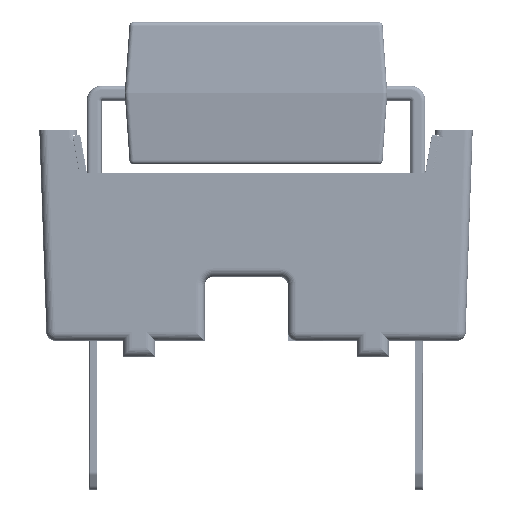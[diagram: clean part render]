
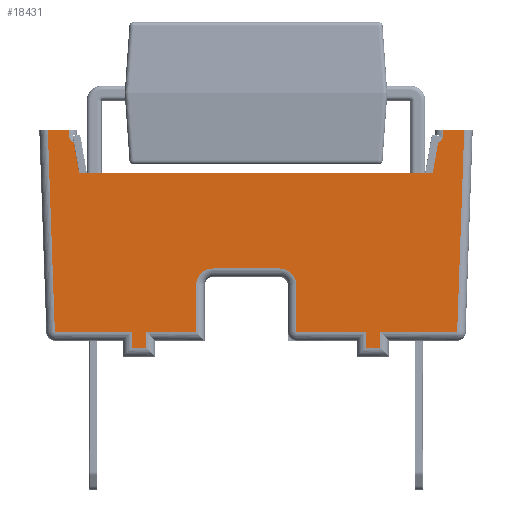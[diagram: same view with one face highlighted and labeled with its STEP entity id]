
A CAD part, front view. The second image highlights one B-rep face of the part: STEP entity #18431.
In plain terms, the highlighted face is planar.
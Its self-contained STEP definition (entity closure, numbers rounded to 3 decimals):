
#835=PLANE('',#19744);
#1639=LINE('',#29617,#3626);
#1645=LINE('',#29655,#3632);
#1649=LINE('',#29674,#3636);
#1653=LINE('',#29709,#3640);
#1666=LINE('',#29804,#3653);
#1667=LINE('',#29808,#3654);
#1669=LINE('',#29829,#3656);
#1673=LINE('',#29861,#3660);
#1677=LINE('',#29875,#3664);
#1682=LINE('',#29901,#3669);
#1685=LINE('',#29907,#3672);
#1689=LINE('',#29916,#3676);
#1693=LINE('',#29927,#3680);
#1698=LINE('',#29934,#3685);
#1703=LINE('',#29950,#3690);
#1715=LINE('',#29994,#3702);
#1717=LINE('',#30000,#3704);
#1719=LINE('',#30005,#3706);
#1723=LINE('',#30011,#3710);
#1731=LINE('',#30030,#3718);
#1732=LINE('',#30032,#3719);
#1733=LINE('',#30033,#3720);
#3626=VECTOR('',#21918,10.);
#3632=VECTOR('',#21938,10.);
#3636=VECTOR('',#21954,10.);
#3640=VECTOR('',#21970,10.);
#3653=VECTOR('',#22033,10.);
#3654=VECTOR('',#22038,10.);
#3656=VECTOR('',#22062,10.);
#3660=VECTOR('',#22094,10.);
#3664=VECTOR('',#22108,10.);
#3669=VECTOR('',#22137,10.);
#3672=VECTOR('',#22144,10.);
#3676=VECTOR('',#22154,10.);
#3680=VECTOR('',#22166,10.);
#3685=VECTOR('',#22175,10.);
#3690=VECTOR('',#22186,10.);
#3702=VECTOR('',#22218,10.);
#3704=VECTOR('',#22224,10.);
#3706=VECTOR('',#22230,10.);
#3710=VECTOR('',#22238,10.);
#3718=VECTOR('',#22258,10.);
#3719=VECTOR('',#22259,10.);
#3720=VECTOR('',#22260,10.);
#5621=FACE_OUTER_BOUND('',#6638,.T.);
#6638=EDGE_LOOP('',(#14091,#14092,#14093,#14094,#14095,#14096,#14097,#14098,
#14099,#14100,#14101,#14102,#14103,#14104,#14105,#14106,#14107,#14108,#14109,
#14110,#14111,#14112,#14113,#14114,#14115,#14116));
#7524=CIRCLE('',#19623,0.2);
#7530=CIRCLE('',#19635,0.2);
#7549=CIRCLE('',#19675,0.4);
#7555=CIRCLE('',#19684,0.4);
#8379=VERTEX_POINT('',#29614);
#8380=VERTEX_POINT('',#29616);
#8383=VERTEX_POINT('',#29632);
#8387=VERTEX_POINT('',#29654);
#8395=VERTEX_POINT('',#29671);
#8396=VERTEX_POINT('',#29673);
#8397=VERTEX_POINT('',#29685);
#8403=VERTEX_POINT('',#29707);
#8420=VERTEX_POINT('',#29794);
#8424=VERTEX_POINT('',#29803);
#8425=VERTEX_POINT('',#29807);
#8427=VERTEX_POINT('',#29813);
#8432=VERTEX_POINT('',#29823);
#8433=VERTEX_POINT('',#29825);
#8438=VERTEX_POINT('',#29841);
#8439=VERTEX_POINT('',#29842);
#8446=VERTEX_POINT('',#29859);
#8447=VERTEX_POINT('',#29860);
#8452=VERTEX_POINT('',#29874);
#8459=VERTEX_POINT('',#29893);
#8462=VERTEX_POINT('',#29906);
#8464=VERTEX_POINT('',#29915);
#8481=VERTEX_POINT('',#29993);
#8483=VERTEX_POINT('',#29999);
#8489=VERTEX_POINT('',#30029);
#8490=VERTEX_POINT('',#30031);
#10401=EDGE_CURVE('',#8379,#8380,#1639,.T.);
#10406=EDGE_CURVE('',#8383,#8379,#7524,.T.);
#10412=EDGE_CURVE('',#8380,#8387,#1645,.T.);
#10421=EDGE_CURVE('',#8395,#8396,#1649,.T.);
#10424=EDGE_CURVE('',#8396,#8397,#7530,.T.);
#10431=EDGE_CURVE('',#8403,#8395,#1653,.T.);
#10461=EDGE_CURVE('',#8420,#8424,#1666,.T.);
#10463=EDGE_CURVE('',#8424,#8425,#1667,.T.);
#10471=EDGE_CURVE('',#8432,#8433,#7549,.T.);
#10473=EDGE_CURVE('',#8427,#8432,#1669,.T.);
#10479=EDGE_CURVE('',#8438,#8439,#7555,.T.);
#10487=EDGE_CURVE('',#8446,#8447,#1673,.T.);
#10494=EDGE_CURVE('',#8447,#8452,#1677,.T.);
#10507=EDGE_CURVE('',#8459,#8403,#1682,.T.);
#10510=EDGE_CURVE('',#8462,#8459,#1685,.T.);
#10515=EDGE_CURVE('',#8464,#8462,#1689,.T.);
#10521=EDGE_CURVE('',#8452,#8464,#1693,.T.);
#10526=EDGE_CURVE('',#8439,#8446,#1698,.T.);
#10532=EDGE_CURVE('',#8433,#8438,#1703,.T.);
#10550=EDGE_CURVE('',#8481,#8427,#1715,.T.);
#10553=EDGE_CURVE('',#8483,#8481,#1717,.T.);
#10556=EDGE_CURVE('',#8425,#8483,#1719,.T.);
#10560=EDGE_CURVE('',#8387,#8420,#1723,.T.);
#10570=EDGE_CURVE('',#8489,#8383,#1731,.T.);
#10571=EDGE_CURVE('',#8489,#8490,#1732,.T.);
#10572=EDGE_CURVE('',#8397,#8490,#1733,.T.);
#14091=ORIENTED_EDGE('',*,*,#10406,.F.);
#14092=ORIENTED_EDGE('',*,*,#10570,.F.);
#14093=ORIENTED_EDGE('',*,*,#10571,.T.);
#14094=ORIENTED_EDGE('',*,*,#10572,.F.);
#14095=ORIENTED_EDGE('',*,*,#10424,.F.);
#14096=ORIENTED_EDGE('',*,*,#10421,.F.);
#14097=ORIENTED_EDGE('',*,*,#10431,.F.);
#14098=ORIENTED_EDGE('',*,*,#10507,.F.);
#14099=ORIENTED_EDGE('',*,*,#10510,.F.);
#14100=ORIENTED_EDGE('',*,*,#10515,.F.);
#14101=ORIENTED_EDGE('',*,*,#10521,.F.);
#14102=ORIENTED_EDGE('',*,*,#10494,.F.);
#14103=ORIENTED_EDGE('',*,*,#10487,.F.);
#14104=ORIENTED_EDGE('',*,*,#10526,.F.);
#14105=ORIENTED_EDGE('',*,*,#10479,.F.);
#14106=ORIENTED_EDGE('',*,*,#10532,.F.);
#14107=ORIENTED_EDGE('',*,*,#10471,.F.);
#14108=ORIENTED_EDGE('',*,*,#10473,.F.);
#14109=ORIENTED_EDGE('',*,*,#10550,.F.);
#14110=ORIENTED_EDGE('',*,*,#10553,.F.);
#14111=ORIENTED_EDGE('',*,*,#10556,.F.);
#14112=ORIENTED_EDGE('',*,*,#10463,.F.);
#14113=ORIENTED_EDGE('',*,*,#10461,.F.);
#14114=ORIENTED_EDGE('',*,*,#10560,.F.);
#14115=ORIENTED_EDGE('',*,*,#10412,.F.);
#14116=ORIENTED_EDGE('',*,*,#10401,.F.);
#18431=ADVANCED_FACE('',(#5621),#835,.T.);
#19623=AXIS2_PLACEMENT_3D('',#29642,#21924,#21925);
#19635=AXIS2_PLACEMENT_3D('',#29695,#21957,#21958);
#19675=AXIS2_PLACEMENT_3D('',#29826,#22056,#22057);
#19684=AXIS2_PLACEMENT_3D('',#29843,#22076,#22077);
#19744=AXIS2_PLACEMENT_3D('',#30028,#22256,#22257);
#21918=DIRECTION('',(0.,0.,1.));
#21924=DIRECTION('center_axis',(1.,0.,0.));
#21925=DIRECTION('ref_axis',(0.,-1.,0.));
#21938=DIRECTION('',(0.,1.,0.));
#21954=DIRECTION('',(0.,0.,-1.));
#21957=DIRECTION('center_axis',(1.,0.,0.));
#21958=DIRECTION('ref_axis',(0.,1.,0.));
#21970=DIRECTION('',(0.,1.,0.));
#22033=DIRECTION('',(0.,-1.,0.));
#22038=DIRECTION('',(0.,0.,-1.));
#22056=DIRECTION('center_axis',(1.,0.,0.));
#22057=DIRECTION('ref_axis',(0.,0.707,0.707));
#22062=DIRECTION('',(0.,0.,1.));
#22076=DIRECTION('center_axis',(1.,0.,0.));
#22077=DIRECTION('ref_axis',(0.,-0.707,0.707));
#22094=DIRECTION('',(0.,-1.,0.));
#22108=DIRECTION('',(0.,0.,-1.));
#22137=DIRECTION('',(0.,-0.035,0.999));
#22144=DIRECTION('',(0.,-1.,0.));
#22154=DIRECTION('',(0.,0.,1.));
#22166=DIRECTION('',(0.,-1.,0.));
#22175=DIRECTION('',(0.,0.,-1.));
#22186=DIRECTION('',(0.,-1.,0.));
#22218=DIRECTION('',(0.,-1.,0.));
#22224=DIRECTION('',(0.,0.,1.));
#22230=DIRECTION('',(0.,-1.,0.));
#22238=DIRECTION('',(0.,-0.035,-0.999));
#22256=DIRECTION('center_axis',(1.,0.,0.));
#22257=DIRECTION('ref_axis',(0.,1.,0.));
#22258=DIRECTION('',(0.,0.174,0.985));
#22259=DIRECTION('',(0.,-1.,0.));
#22260=DIRECTION('',(0.,0.174,-0.985));
#29614=CARTESIAN_POINT('',(29.94,11.508,4.85));
#29616=CARTESIAN_POINT('',(29.94,11.508,4.95));
#29617=CARTESIAN_POINT('',(29.94,11.508,2.475));
#29632=CARTESIAN_POINT('',(29.94,11.388,4.667));
#29642=CARTESIAN_POINT('Origin',(29.94,11.308,4.85));
#29654=CARTESIAN_POINT('',(29.94,12.,4.95));
#29655=CARTESIAN_POINT('',(29.94,12.2,4.95));
#29671=CARTESIAN_POINT('',(29.94,2.692,4.95));
#29673=CARTESIAN_POINT('',(29.94,2.692,4.85));
#29674=CARTESIAN_POINT('',(29.94,2.692,2.475));
#29685=CARTESIAN_POINT('',(29.94,2.812,4.667));
#29695=CARTESIAN_POINT('Origin',(29.94,2.892,4.85));
#29707=CARTESIAN_POINT('',(29.94,2.2,4.95));
#29709=CARTESIAN_POINT('',(29.94,2.762,4.95));
#29794=CARTESIAN_POINT('',(29.94,11.834,0.2));
#29803=CARTESIAN_POINT('',(29.94,10.027,0.2));
#29804=CARTESIAN_POINT('',(29.94,4.55,0.2));
#29807=CARTESIAN_POINT('',(29.94,10.027,-0.18));
#29808=CARTESIAN_POINT('',(29.94,10.027,0.));
#29813=CARTESIAN_POINT('',(29.94,8.05,0.2));
#29823=CARTESIAN_POINT('',(29.94,8.05,1.3));
#29825=CARTESIAN_POINT('',(29.94,7.65,1.7));
#29826=CARTESIAN_POINT('Origin',(29.94,7.65,1.3));
#29829=CARTESIAN_POINT('',(29.94,8.05,0.75));
#29841=CARTESIAN_POINT('',(29.94,6.09,1.7));
#29842=CARTESIAN_POINT('',(29.94,5.69,1.3));
#29843=CARTESIAN_POINT('Origin',(29.94,6.09,1.3));
#29859=CARTESIAN_POINT('',(29.94,5.69,0.2));
#29860=CARTESIAN_POINT('',(29.94,4.523,0.2));
#29861=CARTESIAN_POINT('',(29.94,4.55,0.2));
#29874=CARTESIAN_POINT('',(29.94,4.523,-0.18));
#29875=CARTESIAN_POINT('',(29.94,4.523,0.));
#29893=CARTESIAN_POINT('',(29.94,2.366,0.2));
#29901=CARTESIAN_POINT('',(29.94,2.329,1.247));
#29906=CARTESIAN_POINT('',(29.94,4.173,0.2));
#29907=CARTESIAN_POINT('',(29.94,4.55,0.2));
#29915=CARTESIAN_POINT('',(29.94,4.173,-0.18));
#29916=CARTESIAN_POINT('',(29.94,4.173,0.));
#29927=CARTESIAN_POINT('',(29.94,3.174,-0.18));
#29934=CARTESIAN_POINT('',(29.94,5.69,2.475));
#29950=CARTESIAN_POINT('',(29.94,4.55,1.7));
#29993=CARTESIAN_POINT('',(29.94,9.677,0.2));
#29994=CARTESIAN_POINT('',(29.94,4.55,0.2));
#29999=CARTESIAN_POINT('',(29.94,9.677,-0.18));
#30000=CARTESIAN_POINT('',(29.94,9.677,0.));
#30005=CARTESIAN_POINT('',(29.94,5.926,-0.18));
#30011=CARTESIAN_POINT('',(29.94,11.864,1.07));
#30028=CARTESIAN_POINT('Origin',(29.94,2.,0.));
#30029=CARTESIAN_POINT('',(29.94,11.262,3.95));
#30030=CARTESIAN_POINT('',(29.94,10.828,1.493));
#30031=CARTESIAN_POINT('',(29.94,2.939,3.95));
#30032=CARTESIAN_POINT('',(29.94,4.55,3.95));
#30033=CARTESIAN_POINT('',(29.94,3.218,2.365));
